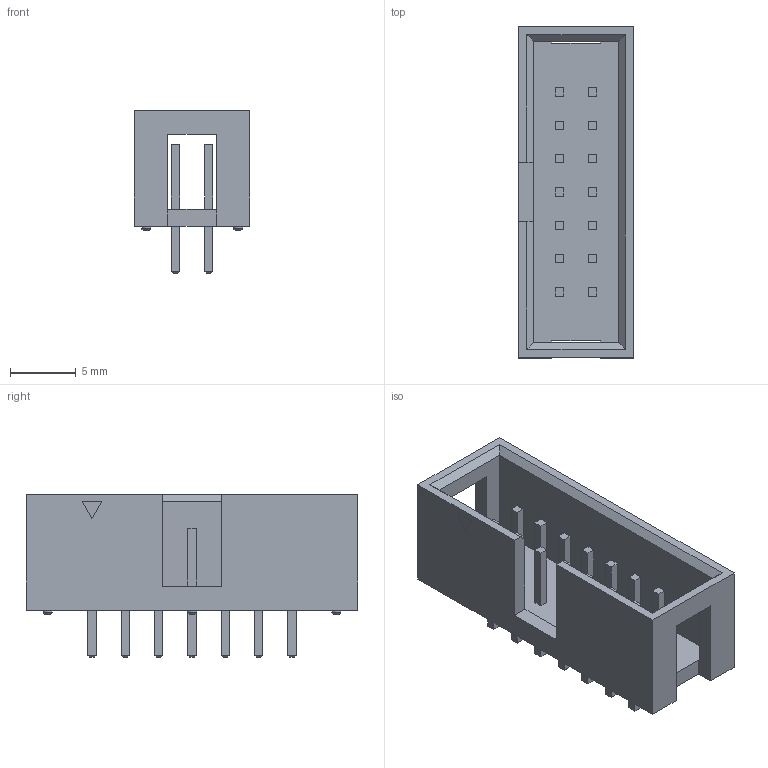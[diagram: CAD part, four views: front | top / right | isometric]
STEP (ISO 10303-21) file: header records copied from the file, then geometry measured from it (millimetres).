
FILE_DESCRIPTION((''),'2;1');
FILE_NAME('SULLINS_SBH11-PBPC-D07-ST','2010-10-04T',('Simon'),(''),'PRO/ENGINEER BY PARAMETRIC TECHNOLOGY CORPORATION, 2008400','PRO/ENGINEER BY PARAMETRIC TECHNOLOGY CORPORATION, 2008400','');
FILE_SCHEMA(('AUTOMOTIVE_DESIGN_CC2 { 1 2 10303 214 -1 1 5 2 }'));
Length unit declared in the file: millimetre
Products named in the file (1): SULLINS_SBH11-PBPC-D07-ST
Bounding box: 8.81 x 25.28 x 12.4 mm (x, y, z)
Volume: 782.2 mm3; surface area: 1674.7 mm2
Topology: 1 solids, 1 shells, 257 faces, 606 edges, 388 vertices
Faces by surface type: plane 233, cylinder 12, torus 12
Entity records: 9839 total; most frequent: CARTESIAN_POINT 1252, ORIENTED_EDGE 1200, DIRECTION 1194, PRESENTATION_STYLE_ASSIGNMENT 678, STYLED_ITEM 620, CURVE_STYLE 619, EDGE_CURVE 600, VECTOR 558
